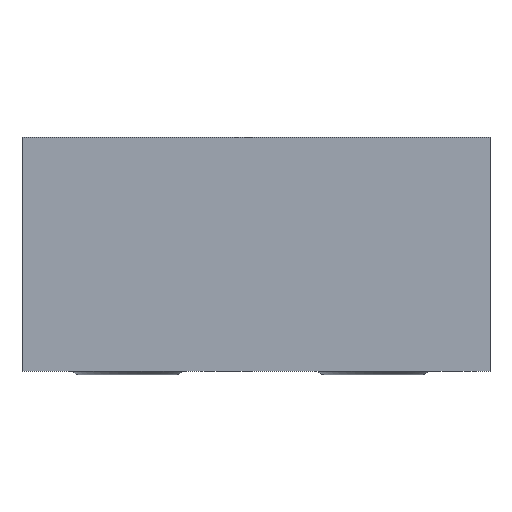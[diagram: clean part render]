
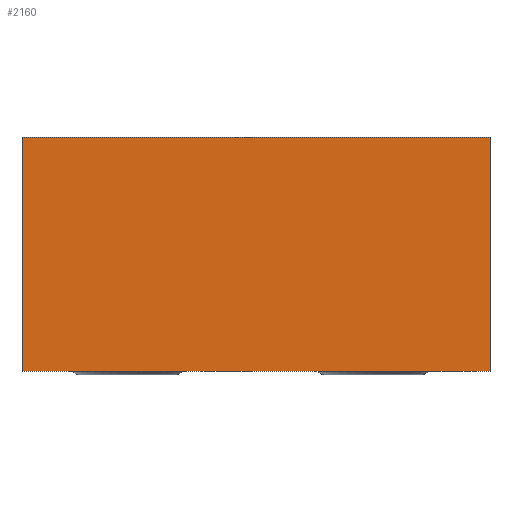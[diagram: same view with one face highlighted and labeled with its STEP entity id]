
A CAD part, front view. The second image highlights one B-rep face of the part: STEP entity #2160.
In plain terms, the highlighted planar face has unit normal (0, -1, 0).
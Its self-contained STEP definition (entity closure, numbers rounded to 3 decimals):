
#244=DIRECTION('',(0.,0.,-1.));
#245=VECTOR('',#244,31.75);
#246=CARTESIAN_POINT('',(-31.75,-23.114,15.875));
#247=LINE('',#246,#245);
#248=DIRECTION('',(-1.,0.,0.));
#249=VECTOR('',#248,63.5);
#250=CARTESIAN_POINT('',(31.75,-23.114,15.875));
#251=LINE('',#250,#249);
#252=DIRECTION('',(0.,0.,1.));
#253=VECTOR('',#252,31.75);
#254=CARTESIAN_POINT('',(31.75,-23.114,-15.875));
#255=LINE('',#254,#253);
#256=DIRECTION('',(1.,0.,0.));
#257=VECTOR('',#256,63.5);
#258=CARTESIAN_POINT('',(-31.75,-23.114,-15.875));
#259=LINE('',#258,#257);
#1728=CARTESIAN_POINT('',(-31.75,-23.114,15.875));
#1729=CARTESIAN_POINT('',(-31.75,-23.114,-15.875));
#1730=VERTEX_POINT('',#1728);
#1731=VERTEX_POINT('',#1729);
#1732=CARTESIAN_POINT('',(31.75,-23.114,-15.875));
#1733=VERTEX_POINT('',#1732);
#1734=CARTESIAN_POINT('',(31.75,-23.114,15.875));
#1735=VERTEX_POINT('',#1734);
#2147=CARTESIAN_POINT('',(0.,-23.114,0.));
#2148=DIRECTION('',(0.,-1.,0.));
#2149=DIRECTION('',(1.,0.,0.));
#2150=AXIS2_PLACEMENT_3D('',#2147,#2148,#2149);
#2151=PLANE('',#2150);
#2152=ORIENTED_EDGE('',*,*,#2134,.F.);
#2153=ORIENTED_EDGE('',*,*,#2082,.F.);
#2155=ORIENTED_EDGE('',*,*,#2154,.F.);
#2157=ORIENTED_EDGE('',*,*,#2156,.F.);
#2158=EDGE_LOOP('',(#2152,#2153,#2155,#2157));
#2159=FACE_OUTER_BOUND('',#2158,.F.);
#2082=EDGE_CURVE('',#1735,#1730,#251,.T.);
#2134=EDGE_CURVE('',#1730,#1731,#247,.T.);
#2154=EDGE_CURVE('',#1733,#1735,#255,.T.);
#2156=EDGE_CURVE('',#1731,#1733,#259,.T.);
#2160=ADVANCED_FACE('',(#2159),#2151,.T.);
